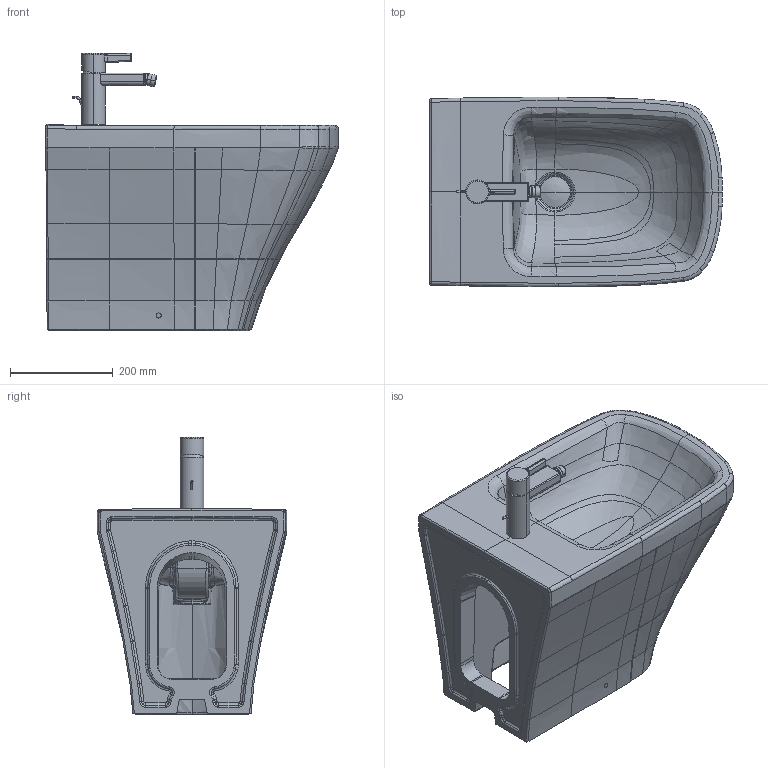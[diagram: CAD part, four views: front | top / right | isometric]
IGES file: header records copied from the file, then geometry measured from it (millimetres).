
Global section: file name: No Iges File Name specified; native system: Autodesk Inventor 2011; preprocessor: AutoDesk Inventor Iges Exporter R2011; author: Administrator; date: 20130527.125448; units: millimetre
Bounding box: 570.09 x 370 x 540.63 mm (x, y, z)
Volume: 30985240.5 mm3; surface area: 1313261.1 mm2
Topology: 8 solids, 8 shells, 824 faces, 1994 edges, 1181 vertices
Faces by surface type: bspline 548, plane 84, cylinder 82, revolution 64, torus 34, cone 6, sphere 6
